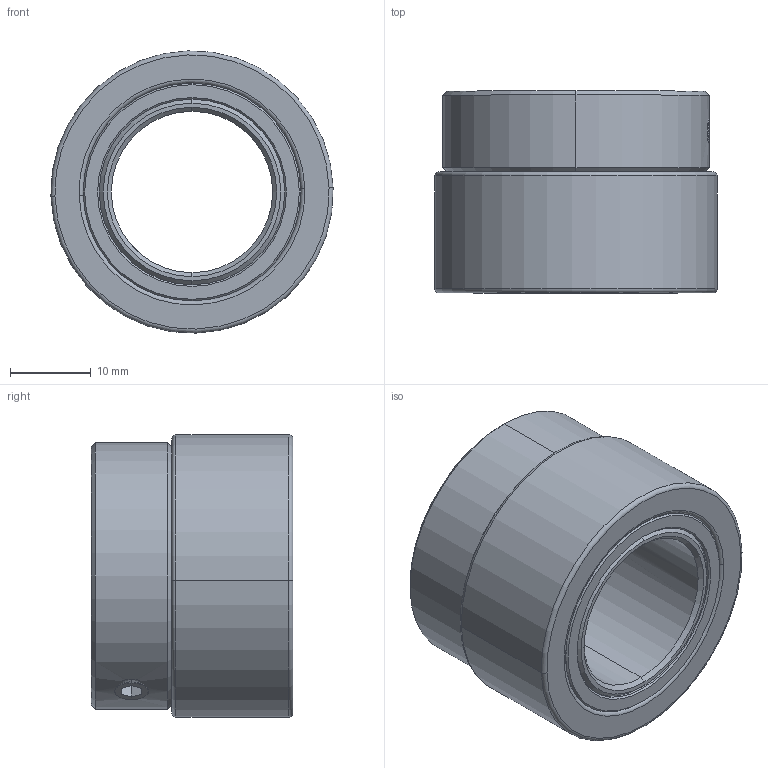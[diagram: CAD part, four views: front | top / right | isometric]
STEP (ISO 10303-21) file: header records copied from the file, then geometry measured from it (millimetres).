
FILE_DESCRIPTION (( 'STEP AP203' ), '1' );
FILE_NAME ('MAG-AMGS3515C-P08-ID20.STEP', '2020-06-30T07:48:17', ( '' ), ( '' ), 'SwSTEP 2.0', 'SolidWorks 2019', '' );
FILE_SCHEMA (( 'CONFIG_CONTROL_DESIGN' ));
Length unit declared in the file: millimetre
Products named in the file (5): MAG-BAL-OD33-ID20-L25-M5 磁性環襯套; hexagon socket set screw cup point_jis_JIS B 1177 Cup point M5 x 6 --C; MAG-SIC-OD27-ID23-L15 軟鐵圈; MAG-AMGS3515C-P08-ID20; MAG-3515C-磁圈
Assembly tree (5 placements, depth 2):
  MAG-AMGS3515C-P08-ID20
    MAG-BAL-OD33-ID20-L25-M5 磁性環襯套
    MAG-SIC-OD27-ID23-L15 軟鐵圈
    hexagon socket set screw cup point_jis_JIS B 1177 Cup point M5 x 6 --C  x2
    MAG-3515C-磁圈
Bounding box: 34.98 x 25 x 34.98 mm (x, y, z)
Volume: 15050.9 mm3; surface area: 11309.8 mm2
Topology: 5 solids, 5 shells, 83 faces, 178 edges, 104 vertices
Faces by surface type: cone 30, plane 23, cylinder 22, torus 8
Entity records: 2555 total; most frequent: CARTESIAN_POINT 518, DIRECTION 352, ORIENTED_EDGE 280, AXIS2_PLACEMENT_3D 145, EDGE_CURVE 140, VERTEX_POINT 83, EDGE_LOOP 79, CIRCLE 70
